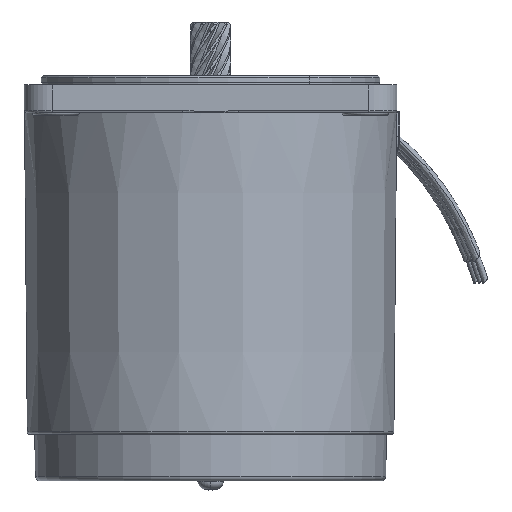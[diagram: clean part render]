
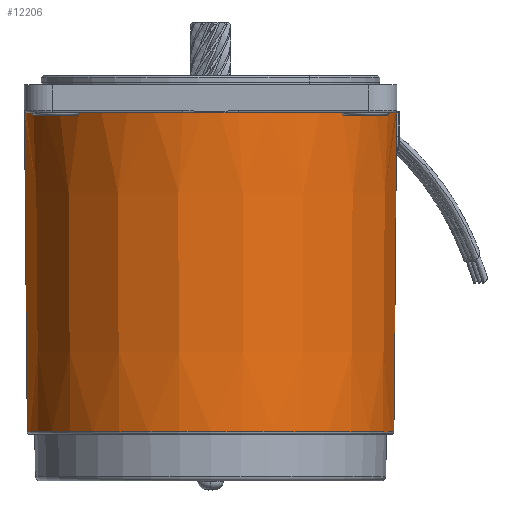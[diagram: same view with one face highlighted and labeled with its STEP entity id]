
A CAD part, left-side view. The second image highlights one B-rep face of the part: STEP entity #12206.
In plain terms, the highlighted conical face has half-angle 0.5 degrees and reference radius 39.35 mm.
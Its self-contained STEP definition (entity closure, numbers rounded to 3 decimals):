
#12159 = ORIENTED_EDGE ( 'NONE', *, *, #12173, .F. ) ;
#12160 = EDGE_CURVE ( 'NONE', #12162, #12221, #18226, .T. ) ;
#12161 = ORIENTED_EDGE ( 'NONE', *, *, #12201, .F. ) ;
#12162 = VERTEX_POINT ( 'NONE', #18221 ) ;
#12165 = EDGE_CURVE ( 'NONE', #12222, #12182, #18216, .T. ) ;
#12166 = EDGE_CURVE ( 'NONE', #12167, #12162, #18209, .T. ) ;
#12167 = VERTEX_POINT ( 'NONE', #18203 ) ;
#12171 = ORIENTED_EDGE ( 'NONE', *, *, #12204, .F. ) ;
#12173 = EDGE_CURVE ( 'NONE', #12212, #12167, #18257, .T. ) ;
#12182 = VERTEX_POINT ( 'NONE', #18229 ) ;
#12186 = VERTEX_POINT ( 'NONE', #18230 ) ;
#12189 = ORIENTED_EDGE ( 'NONE', *, *, #12166, .F. ) ;
#12190 = ORIENTED_EDGE ( 'NONE', *, *, #12160, .F. ) ;
#12193 = ORIENTED_EDGE ( 'NONE', *, *, #12202, .F. ) ;
#12197 = EDGE_CURVE ( 'NONE', #12182, #12221, #18280, .T. ) ;
#12201 = EDGE_CURVE ( 'NONE', #12222, #12186, #18263, .T. ) ;
#12202 = EDGE_CURVE ( 'NONE', #12186, #12224, #18315, .T. ) ;
#12204 = EDGE_CURVE ( 'NONE', #12224, #12212, #18301, .T. ) ;
#12206 = ADVANCED_FACE ( 'NONE', ( #18262 ), #18306, .T. ) ;
#12208 = EDGE_LOOP ( 'NONE', ( #12226, #12227, #12190, #12189, #12159, #12171, #12193, #12161 ) ) ;
#12212 = VERTEX_POINT ( 'NONE', #18286 ) ;
#12221 = VERTEX_POINT ( 'NONE', #18345 ) ;
#12222 = VERTEX_POINT ( 'NONE', #18332 ) ;
#12224 = VERTEX_POINT ( 'NONE', #18309 ) ;
#12226 = ORIENTED_EDGE ( 'NONE', *, *, #12165, .T. ) ;
#12227 = ORIENTED_EDGE ( 'NONE', *, *, #12197, .T. ) ;
#18199 = DIRECTION ( 'NONE',  ( 1., 0., 0. ) ) ;
#18200 = DIRECTION ( 'NONE',  ( 0., 0., 1. ) ) ;
#18201 = CARTESIAN_POINT ( 'NONE',  ( 0., 0., -6. ) ) ;
#18202 = AXIS2_PLACEMENT_3D ( 'NONE', #18252, #18251, #18250 ) ;
#18203 = CARTESIAN_POINT ( 'NONE',  ( -5.964, 39.5, -6. ) ) ;
#18206 = DIRECTION ( 'NONE',  ( 1., 0., 0. ) ) ;
#18207 = AXIS2_PLACEMENT_3D ( 'NONE', #18222, #18214, #18206 ) ;
#18209 = CIRCLE ( 'NONE', #18215, 39.948 ) ;
#18214 = DIRECTION ( 'NONE',  ( 0., 0., 1. ) ) ;
#18215 = AXIS2_PLACEMENT_3D ( 'NONE', #18201, #18200, #18199 ) ;
#18216 = CIRCLE ( 'NONE', #18207, 39.35 ) ;
#18217 = DIRECTION ( 'NONE',  ( 1., 0., 0. ) ) ;
#18218 = DIRECTION ( 'NONE',  ( 0., 0., 1. ) ) ;
#18219 = CARTESIAN_POINT ( 'NONE',  ( 0., 0., -6. ) ) ;
#18220 = AXIS2_PLACEMENT_3D ( 'NONE', #18219, #18218, #18217 ) ;
#18221 = CARTESIAN_POINT ( 'NONE',  ( -39.5, 5.964, -6. ) ) ;
#18222 = CARTESIAN_POINT ( 'NONE',  ( 0., 0., -74.504 ) ) ;
#18226 = CIRCLE ( 'NONE', #18220, 39.948 ) ;
#18229 = CARTESIAN_POINT ( 'NONE',  ( -39.35, 0., -74.504 ) ) ;
#18230 = CARTESIAN_POINT ( 'NONE',  ( 39.948, 0., -6. ) ) ;
#18250 = DIRECTION ( 'NONE',  ( 1., 0., 0. ) ) ;
#18251 = DIRECTION ( 'NONE',  ( 0., 0., 1. ) ) ;
#18252 = CARTESIAN_POINT ( 'NONE',  ( 0., 0., -6. ) ) ;
#18257 = CIRCLE ( 'NONE', #18202, 39.948 ) ;
#18258 = DIRECTION ( 'NONE',  ( 0., 0., 1. ) ) ;
#18259 = DIRECTION ( 'NONE',  ( 0., 0., 1. ) ) ;
#18260 = DIRECTION ( 'NONE',  ( -0.009, 0., 1. ) ) ;
#18261 = VECTOR ( 'NONE', #18260, 1000. ) ;
#18262 = FACE_OUTER_BOUND ( 'NONE', #12208, .T. ) ;
#18263 = LINE ( 'NONE', #18313, #18312 ) ;
#18270 = CARTESIAN_POINT ( 'NONE',  ( -39.35, 0., -74.504 ) ) ;
#18280 = LINE ( 'NONE', #18270, #18261 ) ;
#18286 = CARTESIAN_POINT ( 'NONE',  ( 5.964, 39.5, -6. ) ) ;
#18293 = DIRECTION ( 'NONE',  ( 1., 0., 0. ) ) ;
#18294 = DIRECTION ( 'NONE',  ( 0., 0., 1. ) ) ;
#18299 = DIRECTION ( 'NONE',  ( 1., 0., 0. ) ) ;
#18300 = AXIS2_PLACEMENT_3D ( 'NONE', #18308, #18259, #18299 ) ;
#18301 = CIRCLE ( 'NONE', #18300, 39.948 ) ;
#18303 = AXIS2_PLACEMENT_3D ( 'NONE', #18310, #18294, #18293 ) ;
#18305 = DIRECTION ( 'NONE',  ( 1., 0., 0. ) ) ;
#18306 = CONICAL_SURFACE ( 'NONE', #18303, 39.35, 0.009 ) ;
#18308 = CARTESIAN_POINT ( 'NONE',  ( 0., 0., -6. ) ) ;
#18309 = CARTESIAN_POINT ( 'NONE',  ( 39.5, 5.964, -6. ) ) ;
#18310 = CARTESIAN_POINT ( 'NONE',  ( 0., 0., -74.504 ) ) ;
#18311 = DIRECTION ( 'NONE',  ( 0.009, 0., 1. ) ) ;
#18312 = VECTOR ( 'NONE', #18311, 1000. ) ;
#18313 = CARTESIAN_POINT ( 'NONE',  ( 39.35, 0., -74.504 ) ) ;
#18314 = CARTESIAN_POINT ( 'NONE',  ( 0., 0., -6. ) ) ;
#18315 = CIRCLE ( 'NONE', #18316, 39.948 ) ;
#18316 = AXIS2_PLACEMENT_3D ( 'NONE', #18314, #18258, #18305 ) ;
#18332 = CARTESIAN_POINT ( 'NONE',  ( 39.35, 0., -74.504 ) ) ;
#18345 = CARTESIAN_POINT ( 'NONE',  ( -39.948, 0., -6. ) ) ;
